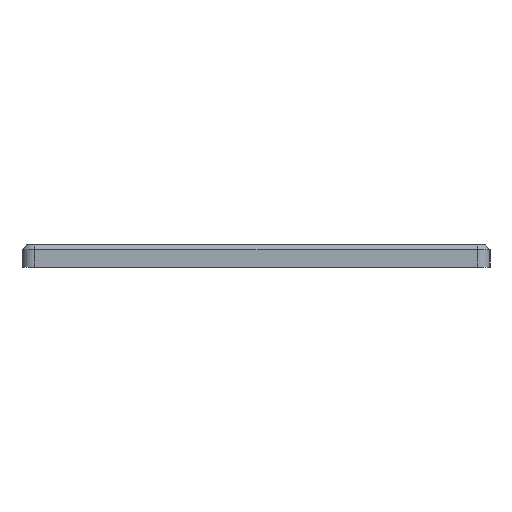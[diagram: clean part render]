
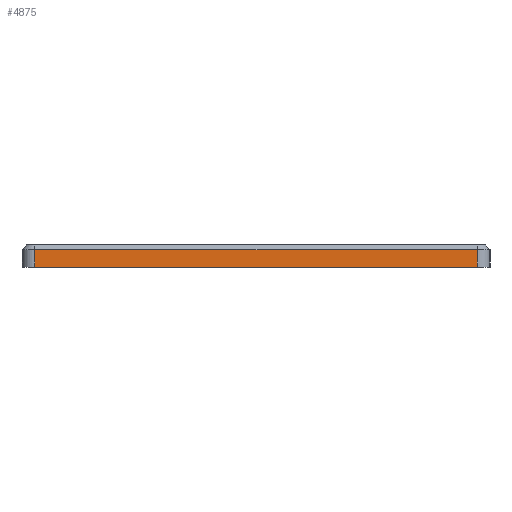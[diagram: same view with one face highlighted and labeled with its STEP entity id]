
A CAD part, left-side view. The second image highlights one B-rep face of the part: STEP entity #4875.
In plain terms, the highlighted planar face has unit normal (-1, 0, 0).
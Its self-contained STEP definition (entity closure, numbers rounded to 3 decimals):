
#536=FACE_OUTER_BOUND('',#846,.T.);
#846=EDGE_LOOP('',(#4012,#4013,#4014,#4015));
#1185=LINE('',#7959,#1683);
#1296=LINE('',#8366,#1794);
#1309=LINE('',#8399,#1807);
#1310=LINE('',#8401,#1808);
#1683=VECTOR('',#5721,10.);
#1794=VECTOR('',#6068,10.);
#1807=VECTOR('',#6109,10.);
#1808=VECTOR('',#6112,10.);
#2173=VERTEX_POINT('',#7945);
#2179=VERTEX_POINT('',#7957);
#2356=VERTEX_POINT('',#8362);
#2357=VERTEX_POINT('',#8364);
#2719=EDGE_CURVE('',#2179,#2173,#1185,.T.);
#2922=EDGE_CURVE('',#2357,#2356,#1296,.T.);
#2939=EDGE_CURVE('',#2356,#2179,#1309,.T.);
#2940=EDGE_CURVE('',#2173,#2357,#1310,.T.);
#4012=ORIENTED_EDGE('',*,*,#2922,.F.);
#4013=ORIENTED_EDGE('',*,*,#2940,.F.);
#4014=ORIENTED_EDGE('',*,*,#2719,.F.);
#4015=ORIENTED_EDGE('',*,*,#2939,.F.);
#4669=PLANE('',#5226);
#4875=ADVANCED_FACE('',(#536),#4669,.T.);
#5226=AXIS2_PLACEMENT_3D('',#8400,#6110,#6111);
#5721=DIRECTION('',(0.,1.,0.));
#6068=DIRECTION('',(0.,-1.,0.));
#6109=DIRECTION('',(0.,0.,-1.));
#6110=DIRECTION('center_axis',(-1.,0.,0.));
#6111=DIRECTION('ref_axis',(0.,-1.,0.));
#6112=DIRECTION('',(0.,0.,1.));
#7945=CARTESIAN_POINT('',(-215.034,123.023,0.));
#7957=CARTESIAN_POINT('',(-215.034,-16.377,0.));
#7959=CARTESIAN_POINT('',(-215.034,-20.377,0.));
#8362=CARTESIAN_POINT('',(-215.034,-16.377,5.5));
#8364=CARTESIAN_POINT('',(-215.034,123.023,5.5));
#8366=CARTESIAN_POINT('',(-215.034,90.173,5.5));
#8399=CARTESIAN_POINT('',(-215.034,-16.377,0.));
#8400=CARTESIAN_POINT('Origin',(-215.034,127.023,0.));
#8401=CARTESIAN_POINT('',(-215.034,123.023,0.));
